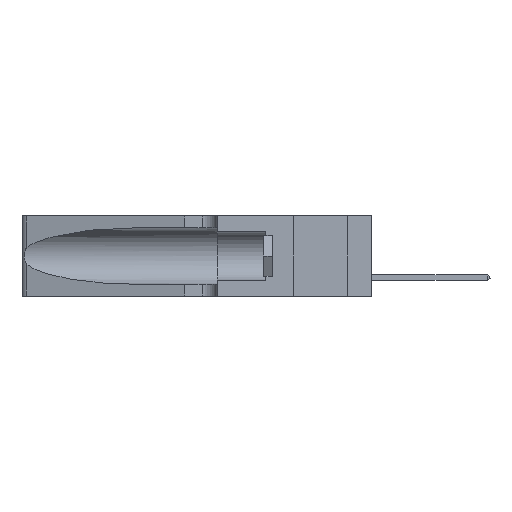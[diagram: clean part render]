
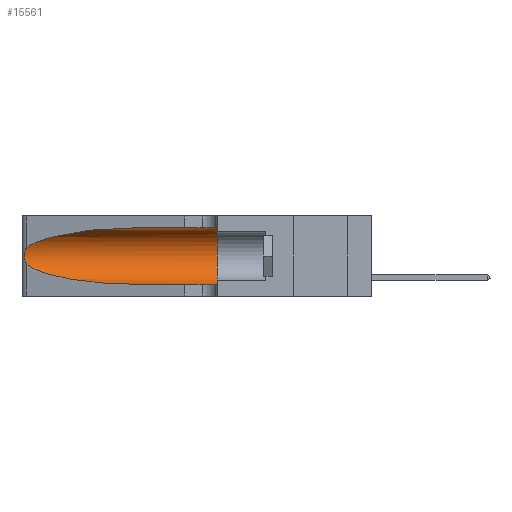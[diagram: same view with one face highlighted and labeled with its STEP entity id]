
A CAD part, left-side view. The second image highlights one B-rep face of the part: STEP entity #15561.
In plain terms, the highlighted cylindrical face has radius 3.308 mm (diameter 6.617 mm), a partial arc.
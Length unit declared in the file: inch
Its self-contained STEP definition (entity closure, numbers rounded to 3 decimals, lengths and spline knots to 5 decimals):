
#45 = CIRCLE ( 'NONE', #26145, 0.13025 ) ;
#597 = DIRECTION ( 'NONE',  ( 0., -1., 0. ) ) ;
#603 = CARTESIAN_POINT ( 'NONE',  ( 0.25789, 1.23486, 0.15765 ) ) ;
#681 = CARTESIAN_POINT ( 'NONE',  ( 0.1305, 0.72297, 0.05475 ) ) ;
#704 = CARTESIAN_POINT ( 'NONE',  ( 0.25854, 1.2359, 0.20912 ) ) ;
#873 = DIRECTION ( 'NONE',  ( 0., 0., -1. ) ) ;
#881 = CARTESIAN_POINT ( 'NONE',  ( 0.26075, 1.23896, 0.178 ) ) ;
#899 = VECTOR ( 'NONE', #10121, 39.37008 ) ;
#1566 = EDGE_LOOP ( 'NONE', ( #16238, #19389, #4137, #8733, #2118, #12217 ) ) ;
#2118 = ORIENTED_EDGE ( 'NONE', *, *, #18234, .F. ) ;
#2643 = CARTESIAN_POINT ( 'NONE',  ( 0.26018, 1.23835, 0.19895 ) ) ;
#2848 = CARTESIAN_POINT ( 'NONE',  ( 0.1305, 0.72297, 0.31525 ) ) ;
#3850 = CARTESIAN_POINT ( 'NONE',  ( 0.2373, 1.15595, 0.28018 ) ) ;
#3925 = VERTEX_POINT ( 'NONE', #26482 ) ;
#4137 = ORIENTED_EDGE ( 'NONE', *, *, #25351, .T. ) ;
#4710 = CARTESIAN_POINT ( 'NONE',  ( 0.25639, 1.23186, 0.15144 ) ) ;
#4771 = CARTESIAN_POINT ( 'NONE',  ( 0.1305, 0.35, 0.05475 ) ) ;
#5023 = AXIS2_PLACEMENT_3D ( 'NONE', #9498, #25966, #873 ) ;
#5442 = CARTESIAN_POINT ( 'NONE',  ( 0.1305, 0.72297, 0.05475 ) ) ;
#6818 = CARTESIAN_POINT ( 'NONE',  ( 0.25555, 1.22993, 0.14849 ) ) ;
#6923 = CARTESIAN_POINT ( 'NONE',  ( 0.25487, 1.22718, 0.14631 ) ) ;
#6980 = VERTEX_POINT ( 'NONE', #2848 ) ;
#7471 = CARTESIAN_POINT ( 'NONE',  ( 0.2373, 1.15595, 0.08982 ) ) ;
#8733 = ORIENTED_EDGE ( 'NONE', *, *, #9196, .T. ) ;
#8952 = CARTESIAN_POINT ( 'NONE',  ( 0.1305, 1.61858, 0.31525 ) ) ;
#9196 = EDGE_CURVE ( 'NONE', #20534, #16606, #24528, .T. ) ;
#9498 = CARTESIAN_POINT ( 'NONE',  ( 0.1305, 1.61858, 0.185 ) ) ;
#9900 = VERTEX_POINT ( 'NONE', #25118 ) ;
#10121 = DIRECTION ( 'NONE',  ( 0., -1., 0. ) ) ;
#10321 = EDGE_CURVE ( 'NONE', #15234, #9900, #25961, .T. ) ;
#11770 =( BOUNDED_CURVE ( )  B_SPLINE_CURVE ( 3, ( #18043, #7471, #15669, #5442 ),
 .UNSPECIFIED., .F., .T. ) 
 B_SPLINE_CURVE_WITH_KNOTS ( ( 4, 4 ),
 ( 3.44316, 4.71239 ),
 .UNSPECIFIED. ) 
 CURVE ( )  GEOMETRIC_REPRESENTATION_ITEM ( )  RATIONAL_B_SPLINE_CURVE ( ( 1., 0.87, 0.87, 1. ) ) 
 REPRESENTATION_ITEM ( '' )  );
#12217 = ORIENTED_EDGE ( 'NONE', *, *, #18321, .F. ) ;
#12597 = CARTESIAN_POINT ( 'NONE',  ( 0.18966, 0.96281, 0.31525 ) ) ;
#12627 =( BOUNDED_CURVE ( )  B_SPLINE_CURVE ( 3, ( #18556, #12597, #3850, #20656 ),
 .UNSPECIFIED., .F., .F. ) 
 B_SPLINE_CURVE_WITH_KNOTS ( ( 4, 4 ),
 ( 1.5708, 2.84003 ),
 .UNSPECIFIED. ) 
 CURVE ( )  GEOMETRIC_REPRESENTATION_ITEM ( )  RATIONAL_B_SPLINE_CURVE ( ( 1., 0.87, 0.87, 1. ) ) 
 REPRESENTATION_ITEM ( '' )  );
#13462 = CARTESIAN_POINT ( 'NONE',  ( 0.26075, 1.23896, 0.19203 ) ) ;
#13793 = FACE_OUTER_BOUND ( 'NONE', #1566, .T. ) ;
#14666 = DIRECTION ( 'NONE',  ( 0., 1., 0. ) ) ;
#15225 = CARTESIAN_POINT ( 'NONE',  ( 0.25487, 1.22718, 0.22369 ) ) ;
#15234 = VERTEX_POINT ( 'NONE', #19873 ) ;
#15561 = ADVANCED_FACE ( 'NONE', ( #13793 ), #25835, .F. ) ;
#15669 = CARTESIAN_POINT ( 'NONE',  ( 0.18966, 0.96281, 0.05475 ) ) ;
#16238 = ORIENTED_EDGE ( 'NONE', *, *, #20727, .T. ) ;
#16606 = VERTEX_POINT ( 'NONE', #4771 ) ;
#17663 = CARTESIAN_POINT ( 'NONE',  ( 0.25555, 1.22994, 0.2215 ) ) ;
#17730 = LINE ( 'NONE', #8952, #18765 ) ;
#18043 = CARTESIAN_POINT ( 'NONE',  ( 0.25487, 1.22718, 0.14631 ) ) ;
#18234 = EDGE_CURVE ( 'NONE', #3925, #16606, #45, .T. ) ;
#18321 = EDGE_CURVE ( 'NONE', #6980, #3925, #17730, .T. ) ;
#18556 = CARTESIAN_POINT ( 'NONE',  ( 0.1305, 0.72297, 0.31525 ) ) ;
#18765 = VECTOR ( 'NONE', #597, 39.37008 ) ;
#18894 = DIRECTION ( 'NONE',  ( 0., 0., 1. ) ) ;
#19389 = ORIENTED_EDGE ( 'NONE', *, *, #10321, .T. ) ;
#19427 = CARTESIAN_POINT ( 'NONE',  ( 0.25639, 1.23184, 0.21858 ) ) ;
#19790 = CARTESIAN_POINT ( 'NONE',  ( 0.25856, 1.23593, 0.16098 ) ) ;
#19873 = CARTESIAN_POINT ( 'NONE',  ( 0.25487, 1.22718, 0.22369 ) ) ;
#20534 = VERTEX_POINT ( 'NONE', #681 ) ;
#20656 = CARTESIAN_POINT ( 'NONE',  ( 0.25487, 1.22718, 0.22369 ) ) ;
#20727 = EDGE_CURVE ( 'NONE', #6980, #15234, #12627, .T. ) ;
#22686 = CARTESIAN_POINT ( 'NONE',  ( 0.1305, 1.61858, 0.05475 ) ) ;
#23819 = CARTESIAN_POINT ( 'NONE',  ( 0.25787, 1.23484, 0.2124 ) ) ;
#24528 = LINE ( 'NONE', #22686, #899 ) ;
#24824 = CARTESIAN_POINT ( 'NONE',  ( 0.1305, 0.35, 0.185 ) ) ;
#25118 = CARTESIAN_POINT ( 'NONE',  ( 0.25487, 1.22718, 0.14631 ) ) ;
#25351 = EDGE_CURVE ( 'NONE', #9900, #20534, #11770, .T. ) ;
#25785 = CARTESIAN_POINT ( 'NONE',  ( 0.26017, 1.23833, 0.17102 ) ) ;
#25835 = CYLINDRICAL_SURFACE ( 'NONE', #5023, 0.13025 ) ;
#25961 = B_SPLINE_CURVE_WITH_KNOTS ( 'NONE', 3,
 ( #15225, #17663, #19427, #23819, #704, #2643, #13462, #881, #25785, #19790, #603, #4710, #6818, #6923 ),
 .UNSPECIFIED., .F., .F.,
 ( 4, 2, 2, 2, 2, 2, 4 ),
 ( 0., 0.00027, 0.00053, 0.00107, 0.0016, 0.00187, 0.00214 ),
 .UNSPECIFIED. ) ;
#25966 = DIRECTION ( 'NONE',  ( 0., -1., 0. ) ) ;
#26145 = AXIS2_PLACEMENT_3D ( 'NONE', #24824, #14666, #18894 ) ;
#26482 = CARTESIAN_POINT ( 'NONE',  ( 0.1305, 0.35, 0.31525 ) ) ;
